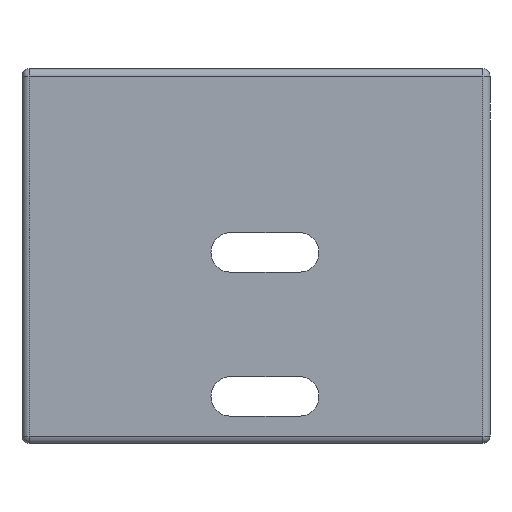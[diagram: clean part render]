
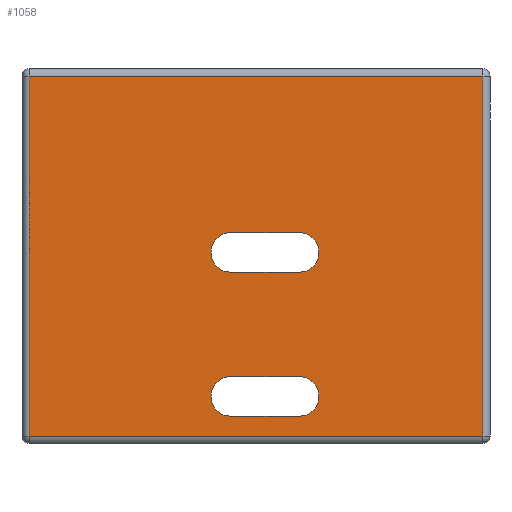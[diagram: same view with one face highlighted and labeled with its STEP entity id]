
A CAD part, left-side view. The second image highlights one B-rep face of the part: STEP entity #1058.
In plain terms, the highlighted planar face has unit normal (-1, 0, 0).
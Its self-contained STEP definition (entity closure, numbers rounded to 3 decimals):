
#30 = VECTOR ( 'NONE', #101, 1000. ) ;
#87 = ORIENTED_EDGE ( 'NONE', *, *, #1682, .T. ) ;
#90 = DIRECTION ( 'NONE',  ( 0., 1., 0. ) ) ;
#94 = CARTESIAN_POINT ( 'NONE',  ( -20., 31.5, 4. ) ) ;
#101 = DIRECTION ( 'NONE',  ( 0., 1., 0. ) ) ;
#116 = VERTEX_POINT ( 'NONE', #275 ) ;
#136 = EDGE_CURVE ( 'NONE', #116, #1650, #426, .T. ) ;
#220 = DIRECTION ( 'NONE',  ( 1., 0., 0. ) ) ;
#222 = EDGE_CURVE ( 'NONE', #515, #911, #1268, .T. ) ;
#248 = VECTOR ( 'NONE', #2045, 1000. ) ;
#249 = DIRECTION ( 'NONE',  ( 0., 1., 0. ) ) ;
#252 = LINE ( 'NONE', #1196, #377 ) ;
#260 = DIRECTION ( 'NONE',  ( 0., -1., 0. ) ) ;
#265 = EDGE_CURVE ( 'NONE', #1337, #1706, #1205, .T. ) ;
#275 = CARTESIAN_POINT ( 'NONE',  ( -20., 3.5, -17.75 ) ) ;
#286 = CARTESIAN_POINT ( 'NONE',  ( -20., -31.5, 4. ) ) ;
#308 = DIRECTION ( 'NONE',  ( 0., 1., 0. ) ) ;
#335 = PLANE ( 'NONE',  #749 ) ;
#337 = VERTEX_POINT ( 'NONE', #94 ) ;
#341 = VECTOR ( 'NONE', #447, 1000. ) ;
#351 = EDGE_CURVE ( 'NONE', #337, #1914, #252, .T. ) ;
#377 = VECTOR ( 'NONE', #1659, 1000. ) ;
#394 = CARTESIAN_POINT ( 'NONE',  ( -20., 32.5, -37.75 ) ) ;
#426 = LINE ( 'NONE', #1878, #481 ) ;
#431 = ORIENTED_EDGE ( 'NONE', *, *, #876, .T. ) ;
#439 = CARTESIAN_POINT ( 'NONE',  ( -20., 32.5, 4. ) ) ;
#447 = DIRECTION ( 'NONE',  ( 0., 1., 0. ) ) ;
#461 = DIRECTION ( 'NONE',  ( 0., 1., 0. ) ) ;
#481 = VECTOR ( 'NONE', #1862, 1000. ) ;
#509 = FACE_BOUND ( 'NONE', #977, .T. ) ;
#515 = VERTEX_POINT ( 'NONE', #1530 ) ;
#521 = EDGE_CURVE ( 'NONE', #838, #1259, #599, .T. ) ;
#552 = ORIENTED_EDGE ( 'NONE', *, *, #923, .T. ) ;
#576 = DIRECTION ( 'NONE',  ( 0., 1., 0. ) ) ;
#589 = CIRCLE ( 'NONE', #1092, 2.75 ) ;
#592 = DIRECTION ( 'NONE',  ( 1., 0., 0. ) ) ;
#599 = LINE ( 'NONE', #1397, #341 ) ;
#601 = CARTESIAN_POINT ( 'NONE',  ( -20., 31.5, -46. ) ) ;
#605 = CARTESIAN_POINT ( 'NONE',  ( -20., 3.5, -23.25 ) ) ;
#610 = DIRECTION ( 'NONE',  ( 1., 0., 0. ) ) ;
#612 = ORIENTED_EDGE ( 'NONE', *, *, #1912, .T. ) ;
#649 = AXIS2_PLACEMENT_3D ( 'NONE', #1783, #220, #1909 ) ;
#686 = CARTESIAN_POINT ( 'NONE',  ( -20., 32.5, -46. ) ) ;
#740 = CARTESIAN_POINT ( 'NONE',  ( -20., -6., -23.25 ) ) ;
#749 = AXIS2_PLACEMENT_3D ( 'NONE', #1959, #1818, #249 ) ;
#818 = ORIENTED_EDGE ( 'NONE', *, *, #1966, .T. ) ;
#820 = AXIS2_PLACEMENT_3D ( 'NONE', #1380, #592, #308 ) ;
#838 = VERTEX_POINT ( 'NONE', #740 ) ;
#876 = EDGE_CURVE ( 'NONE', #911, #337, #898, .T. ) ;
#877 = ORIENTED_EDGE ( 'NONE', *, *, #351, .T. ) ;
#898 = LINE ( 'NONE', #439, #30 ) ;
#911 = VERTEX_POINT ( 'NONE', #286 ) ;
#912 = CARTESIAN_POINT ( 'NONE',  ( -20., -6., -40.5 ) ) ;
#923 = EDGE_CURVE ( 'NONE', #1259, #116, #1343, .T. ) ;
#940 = FACE_BOUND ( 'NONE', #1751, .T. ) ;
#963 = ORIENTED_EDGE ( 'NONE', *, *, #222, .T. ) ;
#977 = EDGE_LOOP ( 'NONE', ( #612, #1113, #818, #1571 ) ) ;
#1006 = DIRECTION ( 'NONE',  ( 0., -1., 0. ) ) ;
#1017 = VECTOR ( 'NONE', #90, 1000. ) ;
#1021 = CIRCLE ( 'NONE', #649, 2.75 ) ;
#1058 = ADVANCED_FACE ( 'NONE', ( #1748, #509, #940 ), #335, .F. ) ;
#1092 = AXIS2_PLACEMENT_3D ( 'NONE', #912, #610, #461 ) ;
#1099 = VECTOR ( 'NONE', #260, 1000. ) ;
#1110 = VERTEX_POINT ( 'NONE', #1341 ) ;
#1113 = ORIENTED_EDGE ( 'NONE', *, *, #265, .T. ) ;
#1131 = ORIENTED_EDGE ( 'NONE', *, *, #136, .T. ) ;
#1151 = CARTESIAN_POINT ( 'NONE',  ( -20., -6., -37.75 ) ) ;
#1196 = CARTESIAN_POINT ( 'NONE',  ( -20., 31.5, 5. ) ) ;
#1205 = LINE ( 'NONE', #394, #1099 ) ;
#1233 = ORIENTED_EDGE ( 'NONE', *, *, #1714, .T. ) ;
#1259 = VERTEX_POINT ( 'NONE', #605 ) ;
#1268 = LINE ( 'NONE', #1943, #248 ) ;
#1300 = LINE ( 'NONE', #686, #1702 ) ;
#1337 = VERTEX_POINT ( 'NONE', #1583 ) ;
#1341 = CARTESIAN_POINT ( 'NONE',  ( -20., 3.5, -43.25 ) ) ;
#1343 = CIRCLE ( 'NONE', #1837, 2.75 ) ;
#1380 = CARTESIAN_POINT ( 'NONE',  ( -20., 3.5, -40.5 ) ) ;
#1397 = CARTESIAN_POINT ( 'NONE',  ( -20., 32.5, -23.25 ) ) ;
#1508 = EDGE_CURVE ( 'NONE', #1757, #1110, #1805, .T. ) ;
#1523 = CARTESIAN_POINT ( 'NONE',  ( -20., -6., -43.25 ) ) ;
#1530 = CARTESIAN_POINT ( 'NONE',  ( -20., -31.5, -46. ) ) ;
#1571 = ORIENTED_EDGE ( 'NONE', *, *, #1508, .T. ) ;
#1583 = CARTESIAN_POINT ( 'NONE',  ( -20., 3.5, -37.75 ) ) ;
#1596 = CARTESIAN_POINT ( 'NONE',  ( -20., -6., -17.75 ) ) ;
#1648 = CIRCLE ( 'NONE', #820, 2.75 ) ;
#1650 = VERTEX_POINT ( 'NONE', #1596 ) ;
#1659 = DIRECTION ( 'NONE',  ( 0., 0., -1. ) ) ;
#1682 = EDGE_CURVE ( 'NONE', #1914, #515, #1300, .T. ) ;
#1702 = VECTOR ( 'NONE', #1006, 1000. ) ;
#1706 = VERTEX_POINT ( 'NONE', #1151 ) ;
#1714 = EDGE_CURVE ( 'NONE', #1650, #838, #1021, .T. ) ;
#1748 = FACE_OUTER_BOUND ( 'NONE', #1944, .T. ) ;
#1751 = EDGE_LOOP ( 'NONE', ( #552, #1131, #1233, #1900 ) ) ;
#1757 = VERTEX_POINT ( 'NONE', #1523 ) ;
#1766 = CARTESIAN_POINT ( 'NONE',  ( -20., 32.5, -43.25 ) ) ;
#1783 = CARTESIAN_POINT ( 'NONE',  ( -20., -6., -20.5 ) ) ;
#1805 = LINE ( 'NONE', #1766, #1017 ) ;
#1818 = DIRECTION ( 'NONE',  ( 1., 0., 0. ) ) ;
#1837 = AXIS2_PLACEMENT_3D ( 'NONE', #2000, #1856, #576 ) ;
#1856 = DIRECTION ( 'NONE',  ( 1., 0., 0. ) ) ;
#1862 = DIRECTION ( 'NONE',  ( 0., -1., 0. ) ) ;
#1878 = CARTESIAN_POINT ( 'NONE',  ( -20., 32.5, -17.75 ) ) ;
#1900 = ORIENTED_EDGE ( 'NONE', *, *, #521, .T. ) ;
#1909 = DIRECTION ( 'NONE',  ( 0., 1., 0. ) ) ;
#1912 = EDGE_CURVE ( 'NONE', #1110, #1337, #1648, .T. ) ;
#1914 = VERTEX_POINT ( 'NONE', #601 ) ;
#1943 = CARTESIAN_POINT ( 'NONE',  ( -20., -31.5, 5. ) ) ;
#1944 = EDGE_LOOP ( 'NONE', ( #877, #87, #963, #431 ) ) ;
#1959 = CARTESIAN_POINT ( 'NONE',  ( -20., 32.5, 5. ) ) ;
#1966 = EDGE_CURVE ( 'NONE', #1706, #1757, #589, .T. ) ;
#2000 = CARTESIAN_POINT ( 'NONE',  ( -20., 3.5, -20.5 ) ) ;
#2045 = DIRECTION ( 'NONE',  ( 0., 0., 1. ) ) ;
